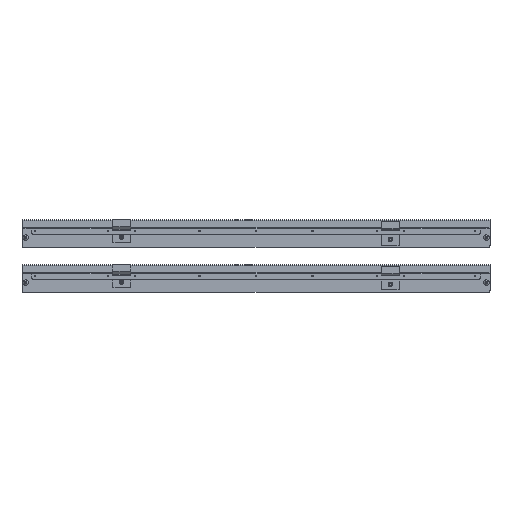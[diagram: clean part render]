
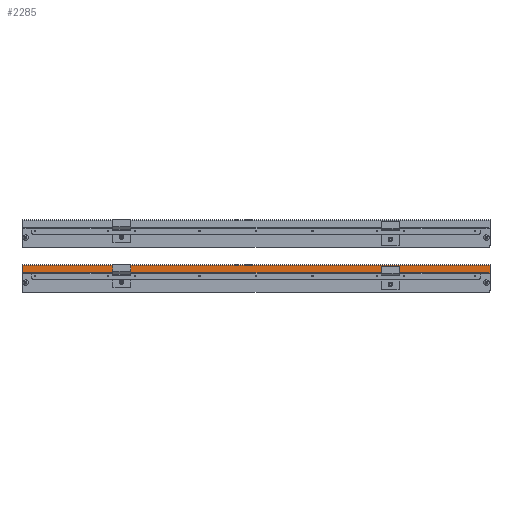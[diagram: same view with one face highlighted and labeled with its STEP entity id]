
A CAD part, top view. The second image highlights one B-rep face of the part: STEP entity #2285.
In plain terms, the highlighted planar face has unit normal (0, 0, 1).
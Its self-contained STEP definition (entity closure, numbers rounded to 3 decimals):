
#70 = VECTOR ( 'NONE', #3548, 1000. ) ;
#264 = VERTEX_POINT ( 'NONE', #659 ) ;
#280 = DIRECTION ( 'NONE',  ( 1., 0., 0. ) ) ;
#479 = LINE ( 'NONE', #2541, #9191 ) ;
#495 = ORIENTED_EDGE ( 'NONE', *, *, #6149, .F. ) ;
#599 = ORIENTED_EDGE ( 'NONE', *, *, #7275, .F. ) ;
#659 = CARTESIAN_POINT ( 'NONE',  ( 334., 52.9, 1.3 ) ) ;
#664 = VECTOR ( 'NONE', #8407, 1000. ) ;
#864 = VECTOR ( 'NONE', #4381, 1000. ) ;
#885 = EDGE_CURVE ( 'NONE', #6826, #264, #961, .T. ) ;
#961 = LINE ( 'NONE', #7477, #5516 ) ;
#1132 = CARTESIAN_POINT ( 'NONE',  ( 625., 52.9, 1.3 ) ) ;
#1217 = VERTEX_POINT ( 'NONE', #1242 ) ;
#1242 = CARTESIAN_POINT ( 'NONE',  ( 384., 57.7, 1.3 ) ) ;
#1316 = ORIENTED_EDGE ( 'NONE', *, *, #2272, .F. ) ;
#1370 = LINE ( 'NONE', #2133, #70 ) ;
#1463 = LINE ( 'NONE', #6355, #8924 ) ;
#1464 = VERTEX_POINT ( 'NONE', #2482 ) ;
#1472 = CARTESIAN_POINT ( 'NONE',  ( -625., 61.375, 1.3 ) ) ;
#1768 = EDGE_CURVE ( 'NONE', #3400, #4514, #9089, .T. ) ;
#1873 = ORIENTED_EDGE ( 'NONE', *, *, #2628, .F. ) ;
#2052 = CARTESIAN_POINT ( 'NONE',  ( -625., 52.9, 1.3 ) ) ;
#2133 = CARTESIAN_POINT ( 'NONE',  ( 0., 57.7, 1.3 ) ) ;
#2272 = EDGE_CURVE ( 'NONE', #5449, #3881, #479, .T. ) ;
#2285 = ADVANCED_FACE ( 'NONE', ( #8187 ), #4486, .T. ) ;
#2482 = CARTESIAN_POINT ( 'NONE',  ( 625., 52.9, 1.3 ) ) ;
#2541 = CARTESIAN_POINT ( 'NONE',  ( 0., 72.25, 1.3 ) ) ;
#2550 = EDGE_CURVE ( 'NONE', #1217, #6826, #1370, .T. ) ;
#2593 = CARTESIAN_POINT ( 'NONE',  ( -384., 52.9, 1.3 ) ) ;
#2628 = EDGE_CURVE ( 'NONE', #3881, #1464, #8071, .T. ) ;
#2630 = CARTESIAN_POINT ( 'NONE',  ( -625., 72.25, 1.3 ) ) ;
#2634 = VERTEX_POINT ( 'NONE', #8928 ) ;
#2743 = LINE ( 'NONE', #8549, #5425 ) ;
#2792 = DIRECTION ( 'NONE',  ( -1., 0., 0. ) ) ;
#2870 = CARTESIAN_POINT ( 'NONE',  ( 625., 72.25, 1.3 ) ) ;
#2989 = CARTESIAN_POINT ( 'NONE',  ( -334., 52.9, 1.3 ) ) ;
#3065 = DIRECTION ( 'NONE',  ( 0., -1., 0. ) ) ;
#3258 = AXIS2_PLACEMENT_3D ( 'NONE', #5380, #8282, #280 ) ;
#3400 = VERTEX_POINT ( 'NONE', #8086 ) ;
#3403 = VECTOR ( 'NONE', #3672, 1000. ) ;
#3548 = DIRECTION ( 'NONE',  ( -1., 0., 0. ) ) ;
#3622 = VERTEX_POINT ( 'NONE', #2989 ) ;
#3672 = DIRECTION ( 'NONE',  ( -1., 0., 0. ) ) ;
#3712 = ORIENTED_EDGE ( 'NONE', *, *, #4066, .F. ) ;
#3784 = CARTESIAN_POINT ( 'NONE',  ( -334., 61.375, 1.3 ) ) ;
#3881 = VERTEX_POINT ( 'NONE', #2870 ) ;
#3889 = EDGE_CURVE ( 'NONE', #4514, #6258, #7509, .T. ) ;
#4066 = EDGE_CURVE ( 'NONE', #2634, #1217, #4087, .T. ) ;
#4087 = LINE ( 'NONE', #7700, #6597 ) ;
#4381 = DIRECTION ( 'NONE',  ( 0., 1., 0. ) ) ;
#4486 = PLANE ( 'NONE',  #3258 ) ;
#4514 = VERTEX_POINT ( 'NONE', #2593 ) ;
#4526 = ORIENTED_EDGE ( 'NONE', *, *, #885, .F. ) ;
#4557 = ORIENTED_EDGE ( 'NONE', *, *, #1768, .F. ) ;
#4776 = ORIENTED_EDGE ( 'NONE', *, *, #2550, .F. ) ;
#4933 = DIRECTION ( 'NONE',  ( -1., 0., 0. ) ) ;
#5272 = CARTESIAN_POINT ( 'NONE',  ( 625., 61.375, 1.3 ) ) ;
#5373 = CARTESIAN_POINT ( 'NONE',  ( -384., 61.375, 1.3 ) ) ;
#5380 = CARTESIAN_POINT ( 'NONE',  ( 0., 61.375, 1.3 ) ) ;
#5425 = VECTOR ( 'NONE', #2792, 1000. ) ;
#5449 = VERTEX_POINT ( 'NONE', #2630 ) ;
#5504 = DIRECTION ( 'NONE',  ( 0., 1., 0. ) ) ;
#5516 = VECTOR ( 'NONE', #3065, 1000. ) ;
#5679 = VECTOR ( 'NONE', #6927, 1000. ) ;
#5780 = LINE ( 'NONE', #3784, #8006 ) ;
#5922 = DIRECTION ( 'NONE',  ( 0., 1., 0. ) ) ;
#6066 = ORIENTED_EDGE ( 'NONE', *, *, #6706, .F. ) ;
#6074 = VERTEX_POINT ( 'NONE', #8586 ) ;
#6089 = LINE ( 'NONE', #1132, #664 ) ;
#6149 = EDGE_CURVE ( 'NONE', #3622, #6074, #5780, .T. ) ;
#6183 = ORIENTED_EDGE ( 'NONE', *, *, #3889, .F. ) ;
#6233 = CARTESIAN_POINT ( 'NONE',  ( 334., 57.7, 1.3 ) ) ;
#6258 = VERTEX_POINT ( 'NONE', #2052 ) ;
#6289 = DIRECTION ( 'NONE',  ( 1., 0., 0. ) ) ;
#6355 = CARTESIAN_POINT ( 'NONE',  ( 0., 57.7, 1.3 ) ) ;
#6492 = ORIENTED_EDGE ( 'NONE', *, *, #8830, .F. ) ;
#6528 = CARTESIAN_POINT ( 'NONE',  ( 625., 52.9, 1.3 ) ) ;
#6592 = DIRECTION ( 'NONE',  ( 0., -1., 0. ) ) ;
#6597 = VECTOR ( 'NONE', #5504, 1000. ) ;
#6672 = EDGE_CURVE ( 'NONE', #6258, #5449, #7941, .T. ) ;
#6706 = EDGE_CURVE ( 'NONE', #1464, #2634, #2743, .T. ) ;
#6826 = VERTEX_POINT ( 'NONE', #6233 ) ;
#6927 = DIRECTION ( 'NONE',  ( 0., -1., 0. ) ) ;
#7204 = VECTOR ( 'NONE', #6592, 1000. ) ;
#7275 = EDGE_CURVE ( 'NONE', #6074, #3400, #1463, .T. ) ;
#7477 = CARTESIAN_POINT ( 'NONE',  ( 334., 61.375, 1.3 ) ) ;
#7509 = LINE ( 'NONE', #6528, #3403 ) ;
#7700 = CARTESIAN_POINT ( 'NONE',  ( 384., 61.375, 1.3 ) ) ;
#7941 = LINE ( 'NONE', #1472, #864 ) ;
#8006 = VECTOR ( 'NONE', #5922, 1000. ) ;
#8071 = LINE ( 'NONE', #5272, #7204 ) ;
#8086 = CARTESIAN_POINT ( 'NONE',  ( -384., 57.7, 1.3 ) ) ;
#8187 = FACE_OUTER_BOUND ( 'NONE', #8262, .T. ) ;
#8262 = EDGE_LOOP ( 'NONE', ( #4557, #599, #495, #6492, #4526, #4776, #3712, #6066, #1873, #1316, #8717, #6183 ) ) ;
#8282 = DIRECTION ( 'NONE',  ( 0., 0., 1. ) ) ;
#8407 = DIRECTION ( 'NONE',  ( -1., 0., 0. ) ) ;
#8549 = CARTESIAN_POINT ( 'NONE',  ( 625., 52.9, 1.3 ) ) ;
#8586 = CARTESIAN_POINT ( 'NONE',  ( -334., 57.7, 1.3 ) ) ;
#8717 = ORIENTED_EDGE ( 'NONE', *, *, #6672, .F. ) ;
#8830 = EDGE_CURVE ( 'NONE', #264, #3622, #6089, .T. ) ;
#8924 = VECTOR ( 'NONE', #4933, 1000. ) ;
#8928 = CARTESIAN_POINT ( 'NONE',  ( 384., 52.9, 1.3 ) ) ;
#9089 = LINE ( 'NONE', #5373, #5679 ) ;
#9191 = VECTOR ( 'NONE', #6289, 1000. ) ;
